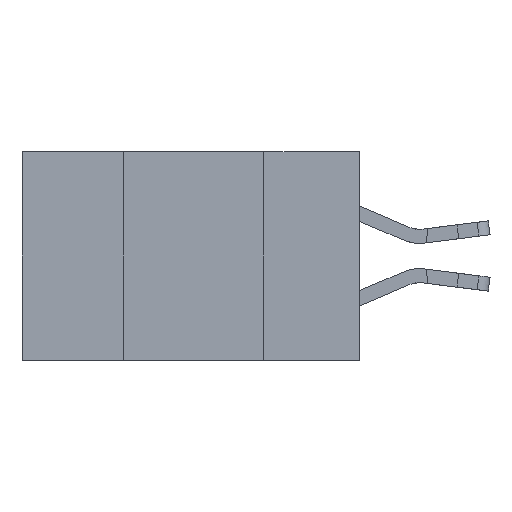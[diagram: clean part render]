
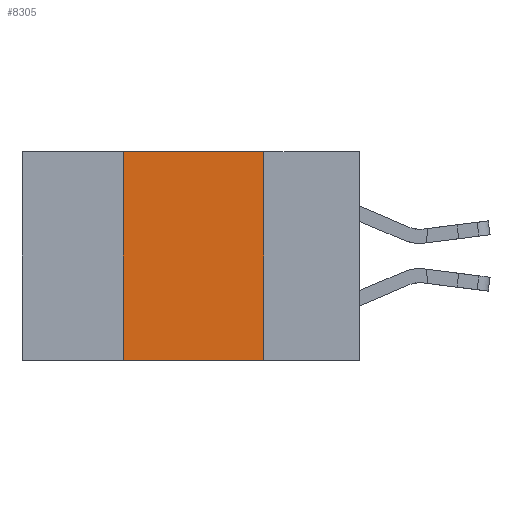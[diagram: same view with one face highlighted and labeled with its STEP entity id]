
A CAD part, left-side view. The second image highlights one B-rep face of the part: STEP entity #8305.
In plain terms, the highlighted planar face has unit normal (-1, 0, 0).
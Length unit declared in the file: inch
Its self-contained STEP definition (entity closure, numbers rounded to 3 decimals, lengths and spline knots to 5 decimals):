
#329 = VECTOR ( 'NONE', #18919, 39.37008 ) ;
#511 = EDGE_LOOP ( 'NONE', ( #13933, #18735, #9106, #22253 ) ) ;
#1579 = DIRECTION ( 'NONE',  ( 0., 0., -1. ) ) ;
#1702 = VERTEX_POINT ( 'NONE', #13713 ) ;
#4311 = CARTESIAN_POINT ( 'NONE',  ( 0., 0.6, -0.37 ) ) ;
#5114 = VERTEX_POINT ( 'NONE', #13397 ) ;
#5771 = CARTESIAN_POINT ( 'NONE',  ( 0., 0.17, -0.37 ) ) ;
#5910 = LINE ( 'NONE', #23007, #14519 ) ;
#6340 = VERTEX_POINT ( 'NONE', #14650 ) ;
#7159 = DIRECTION ( 'NONE',  ( 0., 0., 1. ) ) ;
#7194 = CARTESIAN_POINT ( 'NONE',  ( 0., 0.6, 0. ) ) ;
#8305 = ADVANCED_FACE ( 'NONE', ( #9251 ), #19885, .F. ) ;
#9106 = ORIENTED_EDGE ( 'NONE', *, *, #11279, .F. ) ;
#9251 = FACE_OUTER_BOUND ( 'NONE', #511, .T. ) ;
#9921 = EDGE_CURVE ( 'NONE', #6340, #1702, #5910, .T. ) ;
#11279 = EDGE_CURVE ( 'NONE', #5114, #6340, #23292, .T. ) ;
#12625 = CARTESIAN_POINT ( 'NONE',  ( 0., 0.42, 0. ) ) ;
#12728 = DIRECTION ( 'NONE',  ( 1., 0., 0. ) ) ;
#13397 = CARTESIAN_POINT ( 'NONE',  ( 0., 0.42, -0.37 ) ) ;
#13713 = CARTESIAN_POINT ( 'NONE',  ( 0., 0.17, 0. ) ) ;
#13933 = ORIENTED_EDGE ( 'NONE', *, *, #21771, .F. ) ;
#14519 = VECTOR ( 'NONE', #21345, 39.37008 ) ;
#14650 = CARTESIAN_POINT ( 'NONE',  ( 0., 0.42, 0. ) ) ;
#17104 = CARTESIAN_POINT ( 'NONE',  ( 0., 0.17, 0. ) ) ;
#17456 = AXIS2_PLACEMENT_3D ( 'NONE', #7194, #12728, #1579 ) ;
#18110 = VECTOR ( 'NONE', #7159, 39.37008 ) ;
#18546 = VERTEX_POINT ( 'NONE', #5771 ) ;
#18735 = ORIENTED_EDGE ( 'NONE', *, *, #9921, .F. ) ;
#18919 = DIRECTION ( 'NONE',  ( 0., 0., -1. ) ) ;
#18964 = DIRECTION ( 'NONE',  ( 0., -1., 0. ) ) ;
#19662 = VECTOR ( 'NONE', #18964, 39.37008 ) ;
#19885 = PLANE ( 'NONE',  #17456 ) ;
#20208 = LINE ( 'NONE', #4311, #19662 ) ;
#20505 = LINE ( 'NONE', #17104, #329 ) ;
#21345 = DIRECTION ( 'NONE',  ( 0., -1., 0. ) ) ;
#21771 = EDGE_CURVE ( 'NONE', #1702, #18546, #20505, .T. ) ;
#22253 = ORIENTED_EDGE ( 'NONE', *, *, #22399, .T. ) ;
#22399 = EDGE_CURVE ( 'NONE', #5114, #18546, #20208, .T. ) ;
#23007 = CARTESIAN_POINT ( 'NONE',  ( 0., 0.6, 0. ) ) ;
#23292 = LINE ( 'NONE', #12625, #18110 ) ;
